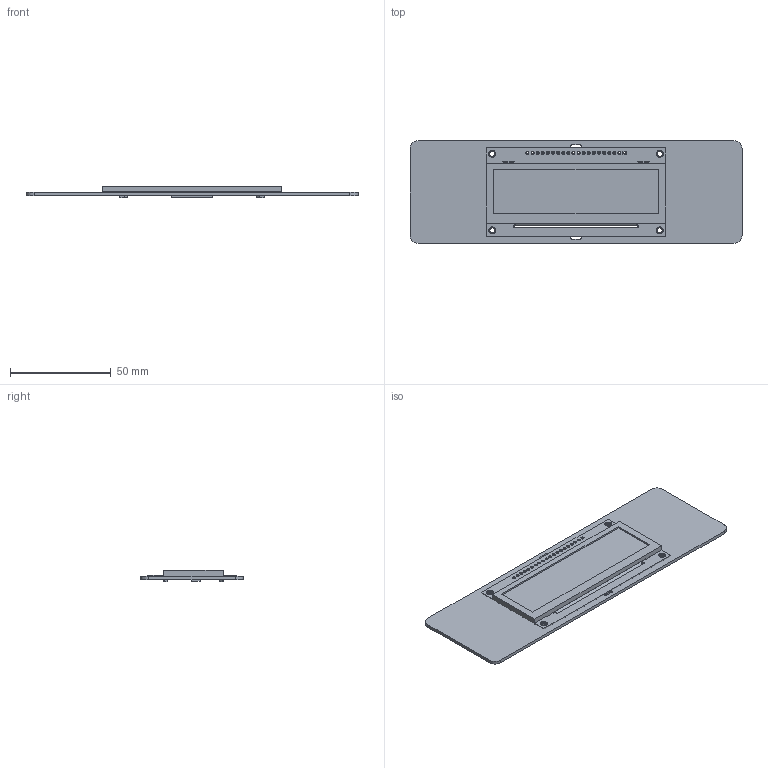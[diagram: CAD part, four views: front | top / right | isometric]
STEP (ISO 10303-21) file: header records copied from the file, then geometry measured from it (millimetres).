
FILE_DESCRIPTION(('KiCad electronic assembly'),'2;1');
FILE_NAME('ss_frontpanel_inner_plate.step','2020-05-24T17:49:12',( 'An Author'),('A Company'),'Open CASCADE STEP processor 6.9', 'KiCad to STEP converter','Unknown');
FILE_SCHEMA(('AUTOMOTIVE_DESIGN { 1 0 10303 214 1 1 1 1 }'));
Length unit declared in the file: millimetre
Products named in the file (4): Open CASCADE STEP translator 6.9 1; NHD-3.12-25664UCxx; COMPOUND
Assembly tree (3 placements, depth 3):
  Open CASCADE STEP translator 6.9 1
    NHD-3.12-25664UCxx
      COMPOUND
    COMPOUND
Bounding box: 165 x 51.1 x 5.7 mm (x, y, z)
Volume: 20526.7 mm3; surface area: 26222.9 mm2
Topology: 3 solids, 3 shells, 367 faces, 924 edges, 612 vertices
Faces by surface type: plane 187, cylinder 178, bspline 2
Full cylindrical faces by diameter (mm): 1.2 x20, 2.5 x4, 5 x4
Entity records: 25580 total; most frequent: DIRECTION 3854, CARTESIAN_POINT 3845, LINE 2048, VECTOR 2048, ORIENTED_EDGE 1848, PCURVE 1848, DEFINITIONAL_REPRESENTATION 1848, EDGE_CURVE 924
